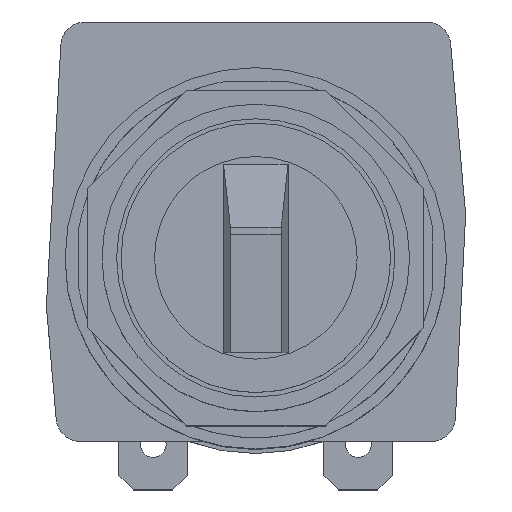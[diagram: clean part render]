
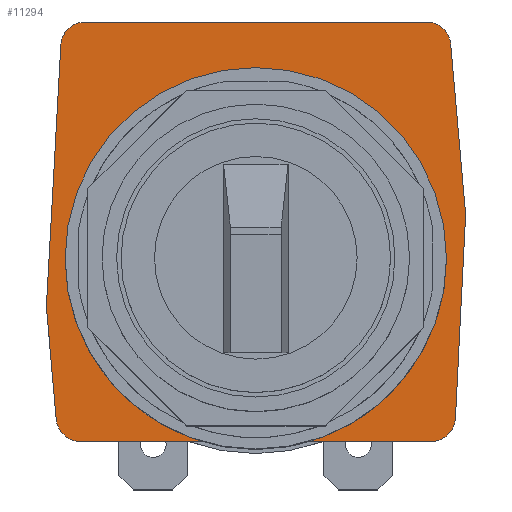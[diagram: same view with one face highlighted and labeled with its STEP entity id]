
A CAD part, top view. The second image highlights one B-rep face of the part: STEP entity #11294.
In plain terms, the highlighted planar face has unit normal (0, 0, 1).
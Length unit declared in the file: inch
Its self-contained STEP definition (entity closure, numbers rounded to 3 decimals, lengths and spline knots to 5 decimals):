
#10279=CARTESIAN_POINT('',(0.8595,0.947,-1.57854));
#10280=DIRECTION('',(0.,0.,1.));
#10281=DIRECTION('',(1.,0.,0.));
#10282=AXIS2_PLACEMENT_3D('',#10279,#10280,#10281);
#10284=CARTESIAN_POINT('',(0.8595,0.947,-1.57854));
#10285=DIRECTION('',(0.,0.,1.));
#10286=DIRECTION('',(-1.,0.,0.));
#10287=AXIS2_PLACEMENT_3D('',#10284,#10285,#10286);
#10289=DIRECTION('',(-1.,0.,0.));
#10290=VECTOR('',#10289,0.49916);
#10291=CARTESIAN_POINT('',(0.64075,0.197,-1.57854));
#10292=LINE('',#10291,#10290);
#10293=CARTESIAN_POINT('',(0.14159,0.297,-1.57854));
#10294=DIRECTION('',(0.,0.,-1.));
#10295=DIRECTION('',(0.,-1.,0.));
#10296=AXIS2_PLACEMENT_3D('',#10293,#10294,#10295);
#10298=DIRECTION('',(-0.087,0.996,0.));
#10299=VECTOR('',#10298,0.46134);
#10300=CARTESIAN_POINT('',(0.04197,0.28828,
-1.57854));
#10301=LINE('',#10300,#10299);
#10302=DIRECTION('',(0.055,0.998,0.));
#10303=VECTOR('',#10302,1.07748);
#10304=CARTESIAN_POINT('',(0.00176,0.74787,
-1.57854));
#10305=LINE('',#10304,#10303);
#10306=CARTESIAN_POINT('',(0.16066,1.815,-1.57854));
#10307=DIRECTION('',(0.,0.,-1.));
#10308=DIRECTION('',(-0.996,0.087,0.));
#10309=AXIS2_PLACEMENT_3D('',#10306,#10307,#10308);
#10311=DIRECTION('',(1.,0.,0.));
#10312=VECTOR('',#10311,1.39768);
#10313=CARTESIAN_POINT('',(0.16066,1.915,-1.57854));
#10314=LINE('',#10313,#10312);
#10315=CARTESIAN_POINT('',(1.55834,1.815,-1.57854));
#10316=DIRECTION('',(0.,0.,-1.));
#10317=DIRECTION('',(0.,1.,0.));
#10318=AXIS2_PLACEMENT_3D('',#10315,#10316,#10317);
#10320=DIRECTION('',(0.087,-0.996,0.));
#10321=VECTOR('',#10320,0.70038);
#10322=CARTESIAN_POINT('',(1.65796,1.82372,
-1.57854));
#10323=LINE('',#10322,#10321);
#10324=DIRECTION('',(-0.05,-0.999,0.));
#10325=VECTOR('',#10324,0.83877);
#10326=CARTESIAN_POINT('',(1.719,1.126,-1.57854));
#10327=LINE('',#10326,#10325);
#10328=CARTESIAN_POINT('',(1.57741,0.297,-1.57854));
#10329=DIRECTION('',(0.,0.,-1.));
#10330=DIRECTION('',(0.996,-0.087,0.));
#10331=AXIS2_PLACEMENT_3D('',#10328,#10329,#10330);
#10333=DIRECTION('',(-1.,0.,0.));
#10334=VECTOR('',#10333,0.49916);
#10335=CARTESIAN_POINT('',(1.57741,0.197,-1.57854));
#10336=LINE('',#10335,#10334);
#10337=CARTESIAN_POINT('',(0.8595,0.947,-1.57854));
#10338=DIRECTION('',(0.,0.,1.));
#10339=DIRECTION('',(0.28,-0.96,0.));
#10340=AXIS2_PLACEMENT_3D('',#10337,#10338,#10339);
#10902=CARTESIAN_POINT('',(0.06104,1.82372,
-1.57854));
#10903=CARTESIAN_POINT('',(0.16066,1.915,-1.57854));
#10904=VERTEX_POINT('',#10902);
#10905=VERTEX_POINT('',#10903);
#10906=CARTESIAN_POINT('',(1.55834,1.915,-1.57854));
#10907=VERTEX_POINT('',#10906);
#10908=CARTESIAN_POINT('',(1.65796,1.82372,
-1.57854));
#10909=VERTEX_POINT('',#10908);
#10910=CARTESIAN_POINT('',(1.719,1.126,-1.57854));
#10911=VERTEX_POINT('',#10910);
#10912=CARTESIAN_POINT('',(1.67703,0.28828,
-1.57854));
#10913=VERTEX_POINT('',#10912);
#10914=CARTESIAN_POINT('',(1.57741,0.197,-1.57854));
#10915=VERTEX_POINT('',#10914);
#10916=CARTESIAN_POINT('',(0.14159,0.197,-1.57854));
#10917=CARTESIAN_POINT('',(0.04197,0.28828,
-1.57854));
#10918=VERTEX_POINT('',#10916);
#10919=VERTEX_POINT('',#10917);
#10920=CARTESIAN_POINT('',(0.00176,0.74787,
-1.57854));
#10921=VERTEX_POINT('',#10920);
#10926=CARTESIAN_POINT('',(1.07825,0.197,-1.57854));
#10927=CARTESIAN_POINT('',(0.64075,0.197,-1.57854));
#10928=VERTEX_POINT('',#10926);
#10929=VERTEX_POINT('',#10927);
#10930=CARTESIAN_POINT('',(1.64075,0.947,-1.57854));
#10931=CARTESIAN_POINT('',(0.07825,0.947,-1.57854));
#10932=VERTEX_POINT('',#10930);
#10933=VERTEX_POINT('',#10931);
#11269=CARTESIAN_POINT('',(0.8595,0.947,-1.57854));
#11270=DIRECTION('',(0.,0.,1.));
#11271=DIRECTION('',(1.,0.,0.));
#11272=AXIS2_PLACEMENT_3D('',#11269,#11270,#11271);
#11273=PLANE('',#11272);
#11275=ORIENTED_EDGE('',*,*,#11274,.T.);
#11276=ORIENTED_EDGE('',*,*,#11255,.T.);
#11277=ORIENTED_EDGE('',*,*,#11234,.T.);
#11279=ORIENTED_EDGE('',*,*,#11278,.T.);
#11281=ORIENTED_EDGE('',*,*,#11280,.T.);
#11283=ORIENTED_EDGE('',*,*,#11282,.T.);
#11284=ORIENTED_EDGE('',*,*,#11144,.T.);
#11285=ORIENTED_EDGE('',*,*,#11159,.T.);
#11286=ORIENTED_EDGE('',*,*,#11173,.T.);
#11287=ORIENTED_EDGE('',*,*,#11187,.T.);
#11288=ORIENTED_EDGE('',*,*,#11201,.T.);
#11289=ORIENTED_EDGE('',*,*,#11215,.T.);
#11290=ORIENTED_EDGE('',*,*,#11228,.T.);
#11291=ORIENTED_EDGE('',*,*,#11263,.T.);
#11292=EDGE_LOOP('',(#11275,#11276,#11277,#11279,#11281,#11283,#11284,#11285,
#11286,#11287,#11288,#11289,#11290,#11291));
#11293=FACE_OUTER_BOUND('',#11292,.F.);
#11294=ADVANCED_FACE('',(#11293),#11273,.T.);
#10283=CIRCLE('',#10282,0.78125);
#10288=CIRCLE('',#10287,0.78125);
#10297=CIRCLE('',#10296,0.1);
#10310=CIRCLE('',#10309,0.1);
#10319=CIRCLE('',#10318,0.1);
#10332=CIRCLE('',#10331,0.1);
#10341=CIRCLE('',#10340,0.78125);
#11144=EDGE_CURVE('',#10904,#10905,#10310,.T.);
#11159=EDGE_CURVE('',#10905,#10907,#10314,.T.);
#11173=EDGE_CURVE('',#10907,#10909,#10319,.T.);
#11187=EDGE_CURVE('',#10909,#10911,#10323,.T.);
#11201=EDGE_CURVE('',#10911,#10913,#10327,.T.);
#11215=EDGE_CURVE('',#10913,#10915,#10332,.T.);
#11228=EDGE_CURVE('',#10915,#10928,#10336,.T.);
#11234=EDGE_CURVE('',#10929,#10918,#10292,.T.);
#11255=EDGE_CURVE('',#10933,#10929,#10288,.T.);
#11263=EDGE_CURVE('',#10928,#10932,#10341,.T.);
#11274=EDGE_CURVE('',#10932,#10933,#10283,.T.);
#11278=EDGE_CURVE('',#10918,#10919,#10297,.T.);
#11280=EDGE_CURVE('',#10919,#10921,#10301,.T.);
#11282=EDGE_CURVE('',#10921,#10904,#10305,.T.);
